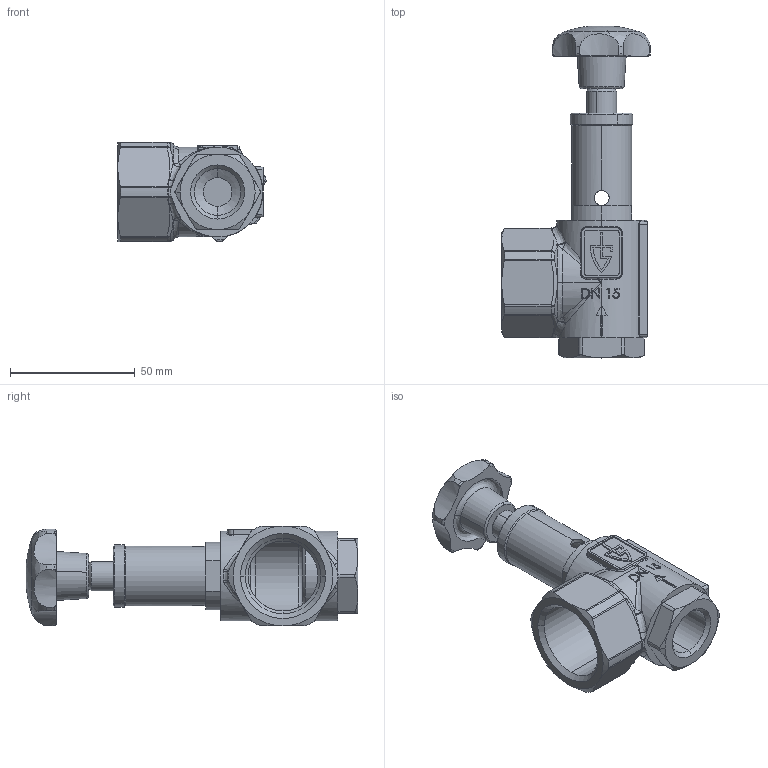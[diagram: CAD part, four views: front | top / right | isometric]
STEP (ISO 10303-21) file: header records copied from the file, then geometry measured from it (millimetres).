
FILE_DESCRIPTION (( 'STEP AP214' ), '1' );
FILE_NAME ('853-15 Dummy.STEP', '2012-08-08T08:26:25', ( 'Blankenhorn' ), ( '' ), 'SwSTEP 2.0', 'SolidWorks 2011', '' );
FILE_SCHEMA (( 'AUTOMOTIVE_DESIGN' ));
Length unit declared in the file: millimetre
Products named in the file (1): 853-15 Dummy
Bounding box: 59.49 x 132.84 x 40 mm (x, y, z)
Volume: 66210.1 mm3; surface area: 34664.9 mm2
Topology: 6 solids, 6 shells, 528 faces, 1317 edges, 806 vertices
Faces by surface type: plane 142, bspline 141, cylinder 138, cone 67, torus 28, sphere 12
Entity records: 27138 total; most frequent: CARTESIAN_POINT 9728, ORIENTED_EDGE 2610, DIRECTION 2152, EDGE_CURVE 1305, AXIS2_PLACEMENT_3D 844, VERTEX_POINT 806, EDGE_LOOP 559, UNCERTAINTY_MEASURE_WITH_UNIT 536
